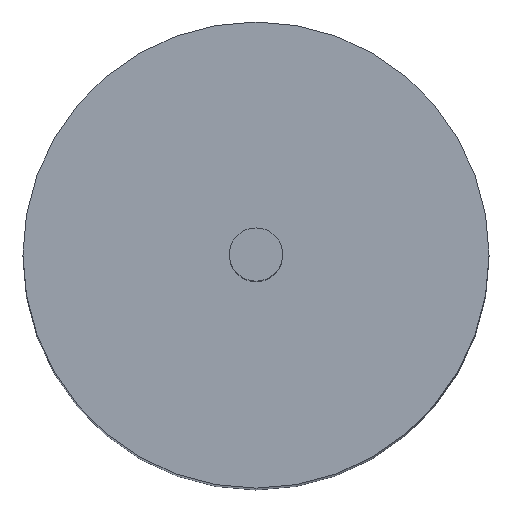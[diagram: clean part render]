
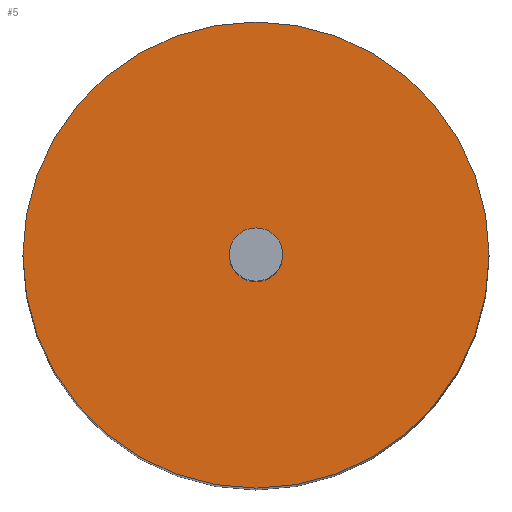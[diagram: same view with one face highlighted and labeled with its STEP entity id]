
A CAD part, top view. The second image highlights one B-rep face of the part: STEP entity #5.
In plain terms, the highlighted planar face has unit normal (0, 0, 1).
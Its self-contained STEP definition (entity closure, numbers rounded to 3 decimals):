
#4 = DIRECTION ( 'NONE',  ( 0., 0., 1. ) ) ;
#5 = ADVANCED_FACE ( 'NONE', ( #160, #63 ), #85, .T. ) ;
#9 = EDGE_CURVE ( 'NONE', #146, #158, #196, .T. ) ;
#13 = CIRCLE ( 'NONE', #213, 0.4 ) ;
#17 = CARTESIAN_POINT ( 'NONE',  ( 3.5, 0., 16. ) ) ;
#22 = AXIS2_PLACEMENT_3D ( 'NONE', #60, #64, #127 ) ;
#41 = DIRECTION ( 'NONE',  ( 1., 0., 0. ) ) ;
#44 = DIRECTION ( 'NONE',  ( 0., 0., 1. ) ) ;
#55 = CIRCLE ( 'NONE', #137, 3.5 ) ;
#58 = ORIENTED_EDGE ( 'NONE', *, *, #67, .T. ) ;
#60 = CARTESIAN_POINT ( 'NONE',  ( 0., 0., 16. ) ) ;
#61 = VERTEX_POINT ( 'NONE', #17 ) ;
#63 = FACE_OUTER_BOUND ( 'NONE', #192, .T. ) ;
#64 = DIRECTION ( 'NONE',  ( 0., 0., 1. ) ) ;
#66 = CARTESIAN_POINT ( 'NONE',  ( 0., 0., 16. ) ) ;
#67 = EDGE_CURVE ( 'NONE', #61, #138, #140, .T. ) ;
#68 = AXIS2_PLACEMENT_3D ( 'NONE', #97, #44, #174 ) ;
#80 = EDGE_LOOP ( 'NONE', ( #189, #128 ) ) ;
#85 = PLANE ( 'NONE',  #22 ) ;
#91 = DIRECTION ( 'NONE',  ( 0., 0., 1. ) ) ;
#97 = CARTESIAN_POINT ( 'NONE',  ( 0., 0., 16. ) ) ;
#98 = CARTESIAN_POINT ( 'NONE',  ( 0.4, 0., 16. ) ) ;
#100 = CARTESIAN_POINT ( 'NONE',  ( 0., 0., 16. ) ) ;
#118 = DIRECTION ( 'NONE',  ( 0., 0., 1. ) ) ;
#120 = CARTESIAN_POINT ( 'NONE',  ( 0., 0., 16. ) ) ;
#122 = CARTESIAN_POINT ( 'NONE',  ( -0.4, 0., 16. ) ) ;
#123 = EDGE_CURVE ( 'NONE', #158, #146, #13, .T. ) ;
#127 = DIRECTION ( 'NONE',  ( 1., 0., 0. ) ) ;
#128 = ORIENTED_EDGE ( 'NONE', *, *, #123, .F. ) ;
#137 = AXIS2_PLACEMENT_3D ( 'NONE', #120, #4, #41 ) ;
#138 = VERTEX_POINT ( 'NONE', #167 ) ;
#139 = ORIENTED_EDGE ( 'NONE', *, *, #219, .T. ) ;
#140 = CIRCLE ( 'NONE', #184, 3.5 ) ;
#146 = VERTEX_POINT ( 'NONE', #122 ) ;
#158 = VERTEX_POINT ( 'NONE', #98 ) ;
#160 = FACE_BOUND ( 'NONE', #80, .T. ) ;
#167 = CARTESIAN_POINT ( 'NONE',  ( -3.5, 0., 16. ) ) ;
#174 = DIRECTION ( 'NONE',  ( 1., 0., 0. ) ) ;
#181 = DIRECTION ( 'NONE',  ( 1., 0., 0. ) ) ;
#184 = AXIS2_PLACEMENT_3D ( 'NONE', #66, #118, #181 ) ;
#189 = ORIENTED_EDGE ( 'NONE', *, *, #9, .F. ) ;
#192 = EDGE_LOOP ( 'NONE', ( #139, #58 ) ) ;
#196 = CIRCLE ( 'NONE', #68, 0.4 ) ;
#200 = DIRECTION ( 'NONE',  ( 1., 0., 0. ) ) ;
#213 = AXIS2_PLACEMENT_3D ( 'NONE', #100, #91, #200 ) ;
#219 = EDGE_CURVE ( 'NONE', #138, #61, #55, .T. ) ;
